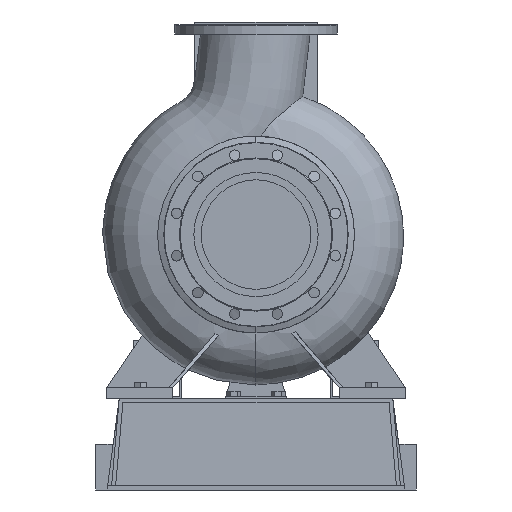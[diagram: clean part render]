
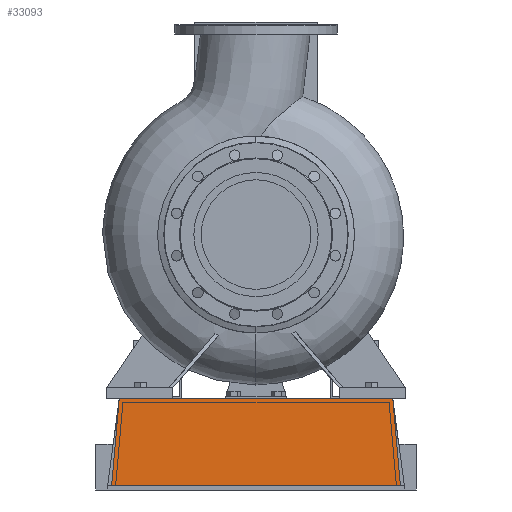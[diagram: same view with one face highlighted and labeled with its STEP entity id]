
A CAD part, left-side view. The second image highlights one B-rep face of the part: STEP entity #33093.
In plain terms, the highlighted free-form (B-spline) face has degree [1, 1] with [2, 2] control points.
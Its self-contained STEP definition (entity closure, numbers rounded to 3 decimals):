
#31391=CARTESIAN_POINT('',(-220.,360.0,10.0));
#31392=VERTEX_POINT('',#31391);
#31399=CARTESIAN_POINT('',(-210.,341.,227.));
#31400=VERTEX_POINT('',#31399);
#31401=CARTESIAN_POINT('',(-210.,341.,227.));
#31402=DIRECTION('',(-0.046,0.087,-0.995));
#31403=VECTOR('',#31402,218.06);
#31404=LINE('',#31401,#31403);
#31405=EDGE_CURVE('',#31400,#31392,#31404,.T.);
#31447=CARTESIAN_POINT('',(-220.,-360.0,10.0));
#31448=VERTEX_POINT('',#31447);
#31455=CARTESIAN_POINT('',(-220.,-360.0,10.0));
#31456=DIRECTION('',(0.0,1.0,0.0));
#31457=VECTOR('',#31456,720.0);
#31458=LINE('',#31455,#31457);
#31459=EDGE_CURVE('',#31448,#31392,#31458,.T.);
#32132=CARTESIAN_POINT('',(-210.,-341.,227.));
#32133=VERTEX_POINT('',#32132);
#32140=CARTESIAN_POINT('',(-210.,-341.,227.));
#32141=DIRECTION('',(-0.046,-0.087,-0.995));
#32142=VECTOR('',#32141,218.06);
#32143=LINE('',#32140,#32142);
#32144=EDGE_CURVE('',#32133,#31448,#32143,.T.);
#33056=CARTESIAN_POINT('',(-210.,341.,227.));
#33057=DIRECTION('',(0.0,-1.0,0.0));
#33058=VECTOR('',#33057,682.);
#33059=LINE('',#33056,#33058);
#33060=EDGE_CURVE('',#31400,#32133,#33059,.T.);
#33082=CARTESIAN_POINT('',(-220.,-360.,10.));
#33083=CARTESIAN_POINT('',(-210.,-360.,227.));
#33084=CARTESIAN_POINT('',(-220.,360.,10.));
#33085=CARTESIAN_POINT('',(-210.,360.,227.));
#33086=B_SPLINE_SURFACE_WITH_KNOTS('',1,1,((#33082,#33084),(#33083,#33085)),.UNSPECIFIED.,.F.,.F.,.U.,(2,2),(2,2),(0.0,217.23),(0.0,720.),.UNSPECIFIED.);
#33087=ORIENTED_EDGE('',*,*,#33060,.F.);
#33088=ORIENTED_EDGE('',*,*,#31405,.T.);
#33089=ORIENTED_EDGE('',*,*,#31459,.F.);
#33090=ORIENTED_EDGE('',*,*,#32144,.F.);
#33091=EDGE_LOOP('',(#33087,#33088,#33089,#33090));
#33092=FACE_OUTER_BOUND('',#33091,.T.);
#33093=ADVANCED_FACE('',(#33092),#33086,.T.);
